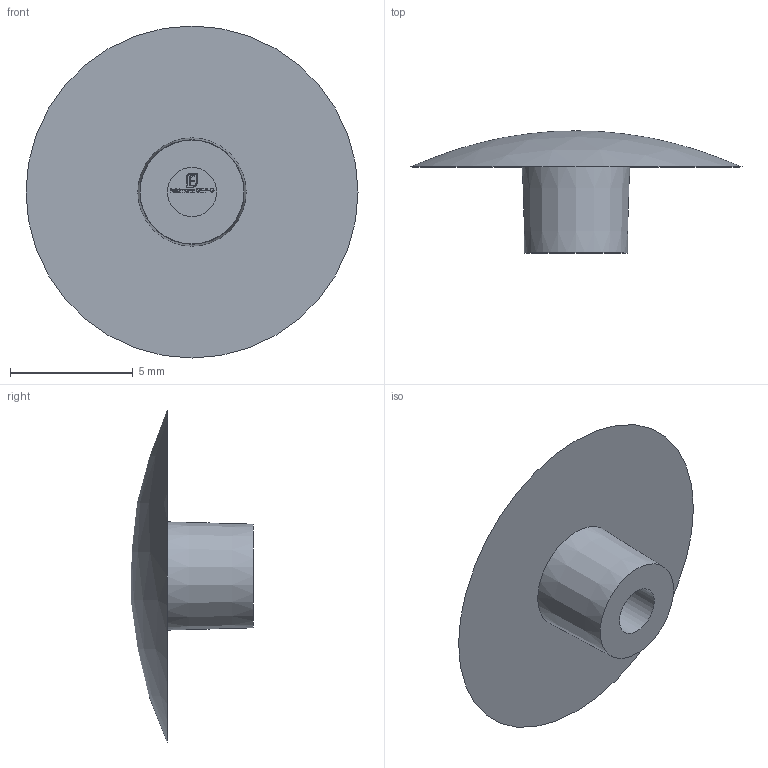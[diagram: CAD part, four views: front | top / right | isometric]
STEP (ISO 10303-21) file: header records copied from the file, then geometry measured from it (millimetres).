
FILE_DESCRIPTION (( 'STEP AP203' ), '1' );
FILE_NAME ('GK-P-G.step', '2022-04-07T09:57:33', ( '' ), ( '' ), 'SwSTEP 2.0', 'SolidWorks 2018', '' );
FILE_SCHEMA (( 'CONFIG_CONTROL_DESIGN' ));
Length unit declared in the file: millimetre
Products named in the file (1): GK-P-G
Bounding box: 13.5 x 4.97 x 13.5 mm (x, y, z)
Volume: 149.1 mm3; surface area: 362.9 mm2
Topology: 1 solids, 1 shells, 228 faces, 616 edges, 411 vertices
Faces by surface type: plane 133, bspline 92, cone 1, cylinder 1, sphere 1
Full cylindrical faces by diameter (mm): 2 x1
Entity records: 11408 total; most frequent: CARTESIAN_POINT 6226, ORIENTED_EDGE 1228, DIRECTION 709, EDGE_CURVE 614, VECTOR 425, LINE 425, VERTEX_POINT 411, EDGE_LOOP 251
